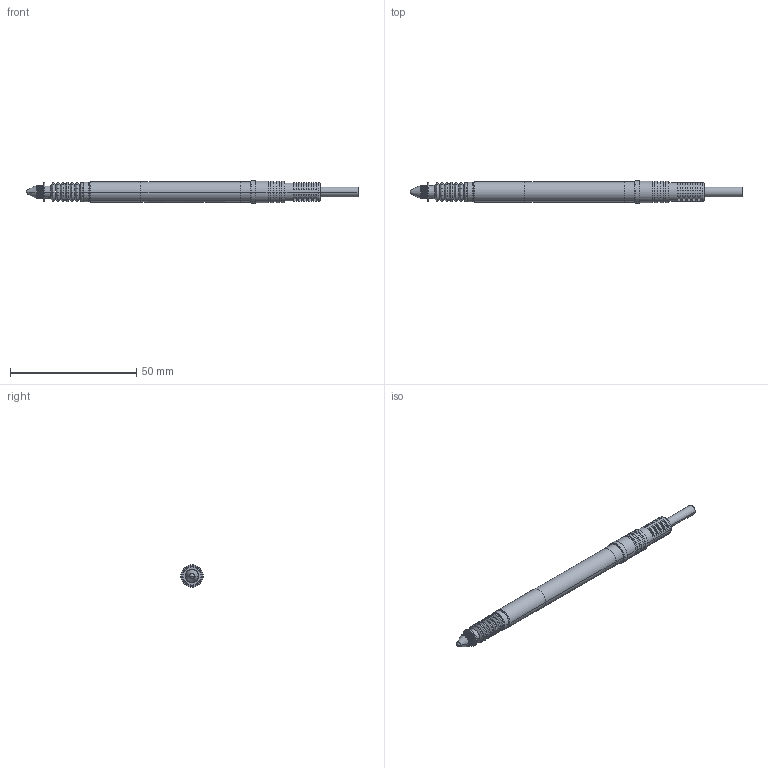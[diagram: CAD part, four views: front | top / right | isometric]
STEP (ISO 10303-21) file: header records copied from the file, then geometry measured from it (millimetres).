
FILE_DESCRIPTION((''),'2;1');
FILE_NAME('ENCOMBR_900_1001_SW0001','2007-08-22T',('PTC'),('Sylvac SA'),'PRO/ENGINEER BY PARAMETRIC TECHNOLOGY CORPORATION, 2005310','PRO/ENGINEER BY PARAMETRIC TECHNOLOGY CORPORATION, 2005310','');
FILE_SCHEMA(('CONFIG_CONTROL_DESIGN'));
Length unit declared in the file: millimetre
Products named in the file (1): ENCOMBR_900_1001_SW0001
Bounding box: 131.4 x 9 x 9 mm (x, y, z)
Surface area: 3497.4 mm2 (no closed solid volume)
Topology: 0 solids, 19 shells, 881 faces, 1948 edges, 1103 vertices
Faces by surface type: bspline 504, cylinder 165, plane 96, cone 80, torus 34, sphere 2
Entity records: 36917 total; most frequent: CARTESIAN_POINT 21198, ORIENTED_EDGE 3674, DIRECTION 2090, EDGE_CURVE 1946, VERTEX_POINT 1103, B_SPLINE_CURVE_WITH_KNOTS 1014, EDGE_LOOP 917, FACE_OUTER_BOUND 881
